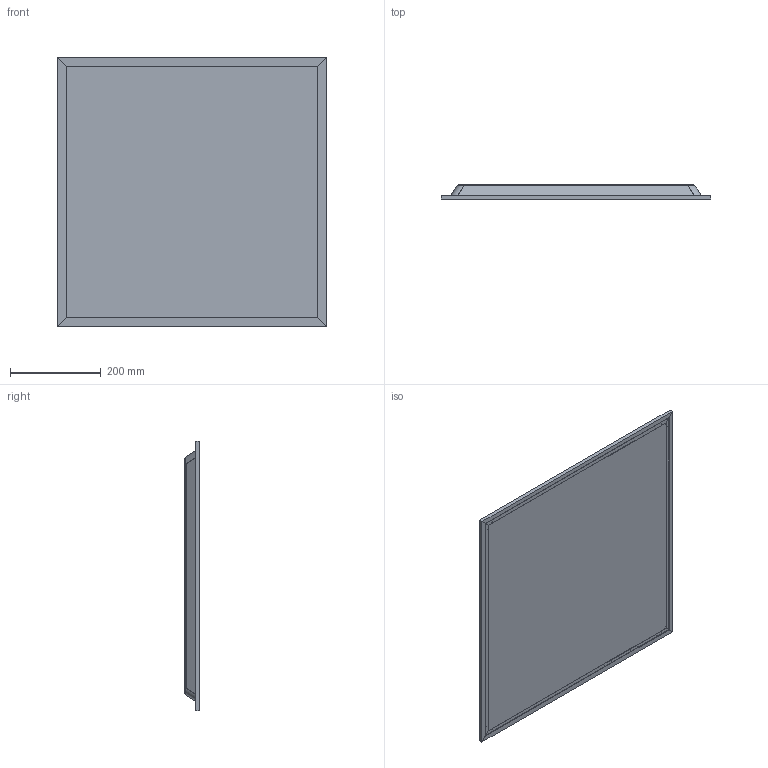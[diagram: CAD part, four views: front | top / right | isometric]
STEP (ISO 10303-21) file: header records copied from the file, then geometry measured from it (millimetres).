
FILE_DESCRIPTION (( 'STEP AP214' ), '1' );
FILE_NAME ('PL_COMP_600_TPA.STEP', '2024-11-21T13:43:32', ( '' ), ( '' ), 'SwSTEP 2.0', 'SolidWorks 2022', '' );
FILE_SCHEMA (( 'AUTOMOTIVE_DESIGN' ));
Length unit declared in the file: millimetre
Products named in the file (1): PL_COMP_600_TPA
Bounding box: 595 x 32.15 x 595 mm (x, y, z)
Volume: 665483 mm3; surface area: 1540892.1 mm2
Topology: 6 solids, 6 shells, 122 faces, 292 edges, 184 vertices
Faces by surface type: plane 66, cylinder 28, bspline 28
Entity records: 7525 total; most frequent: CARTESIAN_POINT 3563, ORIENTED_EDGE 584, DIRECTION 390, EDGE_CURVE 292, LINE 184, VERTEX_POINT 184, VECTOR 184, UNCERTAINTY_MEASURE_WITH_UNIT 130
